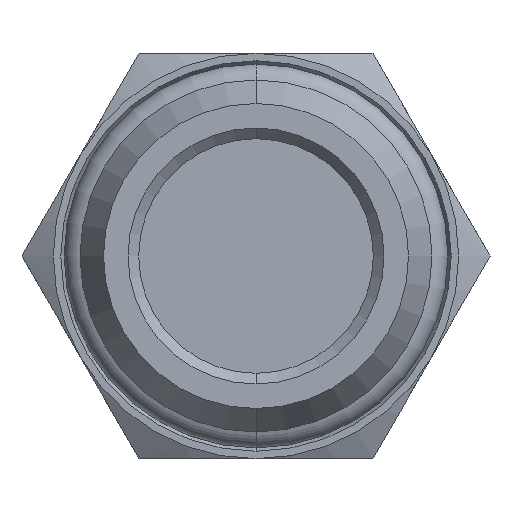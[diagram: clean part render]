
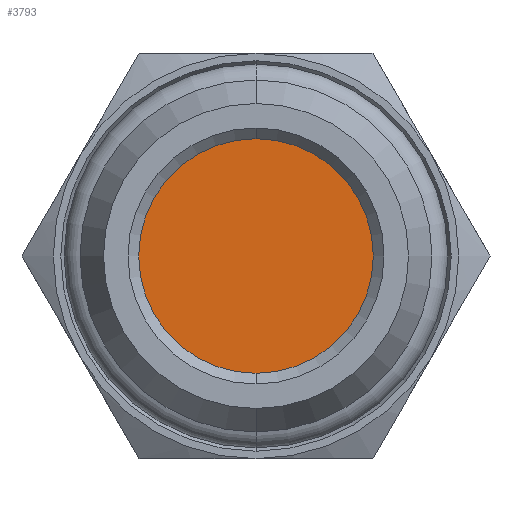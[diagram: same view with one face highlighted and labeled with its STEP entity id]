
A CAD part, front view. The second image highlights one B-rep face of the part: STEP entity #3793.
In plain terms, the highlighted planar face has unit normal (0, -1, 0).
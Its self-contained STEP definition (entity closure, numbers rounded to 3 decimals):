
#89 = AXIS2_PLACEMENT_3D ( 'NONE', #2073, #2074, #2075 ) ;
#118 = AXIS2_PLACEMENT_3D ( 'NONE', #3218, #3219, #3220 ) ;
#240 = EDGE_CURVE ( 'NONE', #3007, #3019, #3103, .T. ) ;
#279 = EDGE_CURVE ( 'NONE', #3019, #3007, #3600, .T. ) ;
#603 = PLANE ( 'NONE',  #1368 ) ;
#611 = CARTESIAN_POINT ( 'NONE',  ( -6.495, 1.084, 0. ) ) ;
#612 = DIRECTION ( 'NONE',  ( 0., 1., 0. ) ) ;
#613 = DIRECTION ( 'NONE',  ( 0., 0., 1. ) ) ;
#907 = ORIENTED_EDGE ( 'NONE', *, *, #240, .T. ) ;
#908 = ORIENTED_EDGE ( 'NONE', *, *, #279, .T. ) ;
#1040 = EDGE_LOOP ( 'NONE', ( #907, #908 ) ) ;
#1368 = AXIS2_PLACEMENT_3D ( 'NONE', #611, #612, #613 ) ;
#1712 = CARTESIAN_POINT ( 'NONE',  ( 0., 1.084, -5.5 ) ) ;
#1724 = CARTESIAN_POINT ( 'NONE',  ( 0., 1.084, 5.5 ) ) ;
#2073 = CARTESIAN_POINT ( 'NONE',  ( 0., 1.084, 0. ) ) ;
#2074 = DIRECTION ( 'NONE',  ( 0., -1., 0. ) ) ;
#2075 = DIRECTION ( 'NONE',  ( 0., 0., 1. ) ) ;
#3007 = VERTEX_POINT ( 'NONE', #1712 ) ;
#3019 = VERTEX_POINT ( 'NONE', #1724 ) ;
#3103 = CIRCLE ( 'NONE', #89, 5.5 ) ;
#3218 = CARTESIAN_POINT ( 'NONE',  ( 0., 1.084, 0. ) ) ;
#3219 = DIRECTION ( 'NONE',  ( 0., -1., 0. ) ) ;
#3220 = DIRECTION ( 'NONE',  ( 0., 0., 1. ) ) ;
#3297 = FACE_OUTER_BOUND ( 'NONE', #1040, .T. ) ;
#3600 = CIRCLE ( 'NONE', #118, 5.5 ) ;
#3793 = ADVANCED_FACE ( 'NONE', ( #3297 ), #603, .F. ) ;
